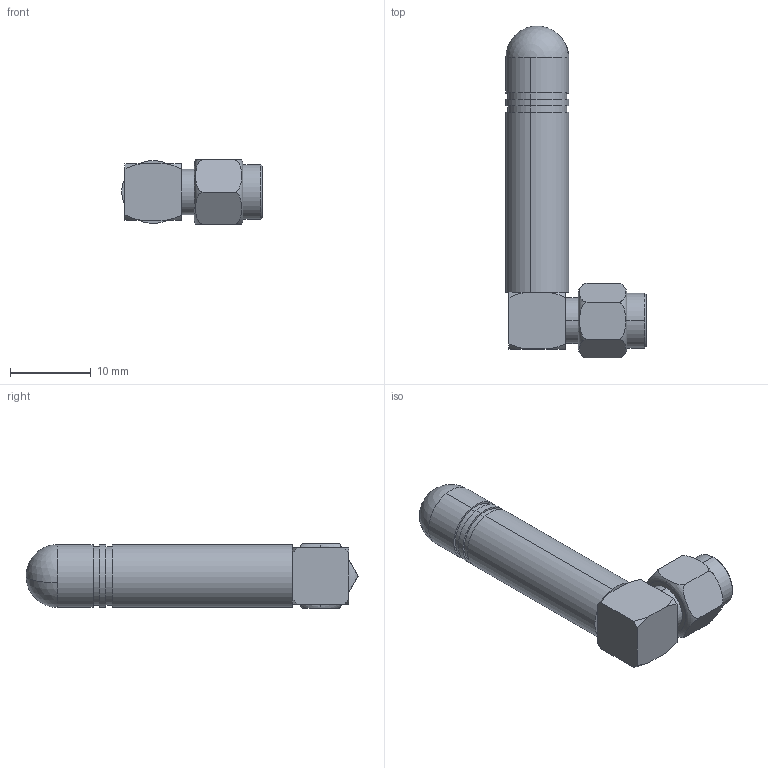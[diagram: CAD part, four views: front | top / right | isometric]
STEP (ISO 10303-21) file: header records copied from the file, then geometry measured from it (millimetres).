
FILE_DESCRIPTION (( 'STEP AP214' ), '1' );
FILE_NAME ('TG.22.0152_web.STEP', '2020-09-02T10:39:21', ( '' ), ( '' ), 'SwSTEP 2.0', 'SolidWorks 2018', '' );
FILE_SCHEMA (( 'AUTOMOTIVE_DESIGN' ));
Length unit declared in the file: millimetre
Products named in the file (3): TG.22.0152_web; 200211J020002A_default; 000111F000002A
Assembly tree (2 placements, depth 2):
  TG.22.0152_web
    200211J020002A_default
    000111F000002A
Bounding box: 17.4 x 41.12 x 8 mm (x, y, z)
Volume: 2212.1 mm3; surface area: 1662.5 mm2
Topology: 2 solids, 2 shells, 81 faces, 196 edges, 126 vertices
Faces by surface type: cylinder 35, plane 24, torus 12, cone 4, bspline 4, sphere 2
Entity records: 4483 total; most frequent: CARTESIAN_POINT 2481, ORIENTED_EDGE 388, DIRECTION 348, EDGE_CURVE 194, AXIS2_PLACEMENT_3D 146, VERTEX_POINT 126, EDGE_LOOP 90, FACE_OUTER_BOUND 81
